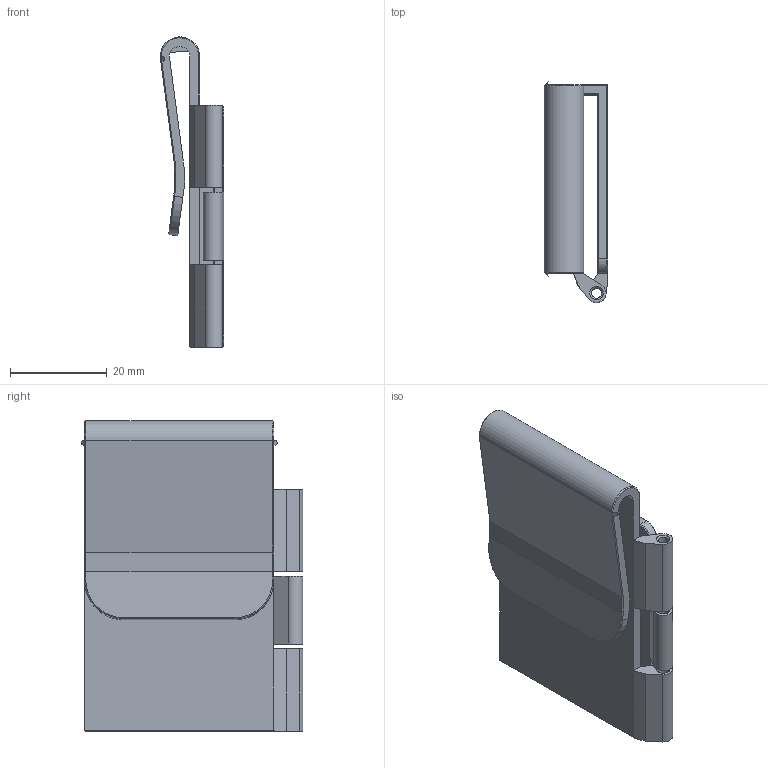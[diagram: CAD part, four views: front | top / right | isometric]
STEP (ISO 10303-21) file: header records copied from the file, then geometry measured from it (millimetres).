
FILE_DESCRIPTION(('FreeCAD Model'),'2;1');
FILE_NAME('Open CASCADE Shape Model','2023-04-29T09:17:23',(''),(''), 'Open CASCADE STEP processor 7.6','FreeCAD','Unknown');
FILE_SCHEMA(('AUTOMOTIVE_DESIGN { 1 0 10303 214 1 1 1 1 }'));
Length unit declared in the file: millimetre
Products named in the file (1): clip
Bounding box: 13.18 x 45.73 x 64.09 mm (x, y, z)
Volume: 13601 mm3; surface area: 14273.2 mm2
Topology: 1 solids, 1 shells, 82 faces, 202 edges, 122 vertices
Faces by surface type: plane 55, cone 14, cylinder 13
Full cylindrical faces by diameter (mm): 2.1 x3
Entity records: 5132 total; most frequent: CARTESIAN_POINT 983, DIRECTION 788, LINE 532, VECTOR 532, ORIENTED_EDGE 404, PCURVE 404, DEFINITIONAL_REPRESENTATION 404, EDGE_CURVE 202
